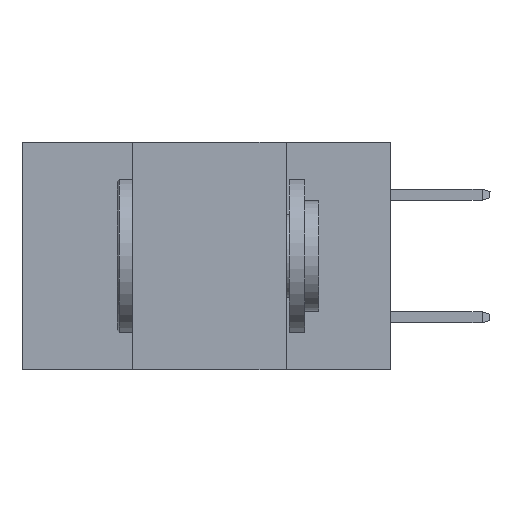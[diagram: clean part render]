
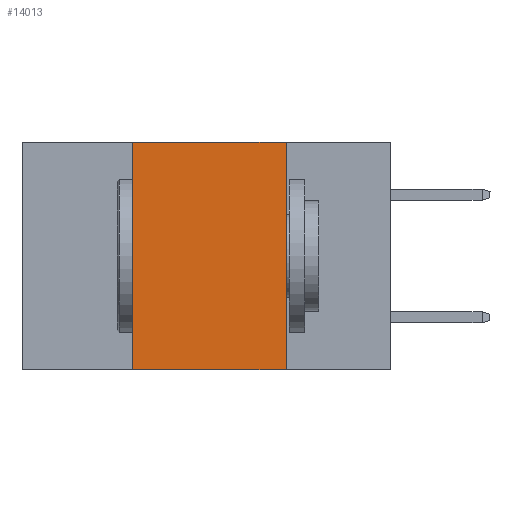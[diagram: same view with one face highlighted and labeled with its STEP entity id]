
A CAD part, left-side view. The second image highlights one B-rep face of the part: STEP entity #14013.
In plain terms, the highlighted planar face has unit normal (-1, 0, 0).
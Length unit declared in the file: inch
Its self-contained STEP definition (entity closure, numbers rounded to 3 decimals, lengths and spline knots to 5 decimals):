
#139 = CARTESIAN_POINT ( 'NONE',  ( 0., 0.42, 0. ) ) ;
#343 = CARTESIAN_POINT ( 'NONE',  ( 0., 0.42, -0.37 ) ) ;
#937 = VECTOR ( 'NONE', #11110, 39.37008 ) ;
#1644 = ORIENTED_EDGE ( 'NONE', *, *, #10580, .F. ) ;
#2361 = EDGE_LOOP ( 'NONE', ( #19735, #1644, #12931, #17360 ) ) ;
#2765 = VECTOR ( 'NONE', #7026, 39.37008 ) ;
#3041 = DIRECTION ( 'NONE',  ( 0., 0., -1. ) ) ;
#4075 = CARTESIAN_POINT ( 'NONE',  ( 0., 0.6, 0. ) ) ;
#5215 = CARTESIAN_POINT ( 'NONE',  ( 0., 0.17, -0.37 ) ) ;
#6013 = AXIS2_PLACEMENT_3D ( 'NONE', #7625, #20121, #3041 ) ;
#7026 = DIRECTION ( 'NONE',  ( 0., -1., 0. ) ) ;
#7320 = VECTOR ( 'NONE', #17837, 39.37008 ) ;
#7625 = CARTESIAN_POINT ( 'NONE',  ( 0., 0.6, 0. ) ) ;
#9942 = FACE_OUTER_BOUND ( 'NONE', #2361, .T. ) ;
#10162 = LINE ( 'NONE', #15706, #937 ) ;
#10580 = EDGE_CURVE ( 'NONE', #19684, #13234, #15629, .T. ) ;
#10714 = EDGE_CURVE ( 'NONE', #14232, #12558, #10970, .T. ) ;
#10970 = LINE ( 'NONE', #14932, #2765 ) ;
#11110 = DIRECTION ( 'NONE',  ( 0., 0., -1. ) ) ;
#11191 = LINE ( 'NONE', #16327, #7320 ) ;
#12391 = EDGE_CURVE ( 'NONE', #14232, #19684, #11191, .T. ) ;
#12558 = VERTEX_POINT ( 'NONE', #5215 ) ;
#12931 = ORIENTED_EDGE ( 'NONE', *, *, #12391, .F. ) ;
#13234 = VERTEX_POINT ( 'NONE', #17457 ) ;
#14013 = ADVANCED_FACE ( 'NONE', ( #9942 ), #15403, .F. ) ;
#14232 = VERTEX_POINT ( 'NONE', #343 ) ;
#14932 = CARTESIAN_POINT ( 'NONE',  ( 0., 0.6, -0.37 ) ) ;
#15118 = EDGE_CURVE ( 'NONE', #13234, #12558, #10162, .T. ) ;
#15403 = PLANE ( 'NONE',  #6013 ) ;
#15629 = LINE ( 'NONE', #4075, #18581 ) ;
#15706 = CARTESIAN_POINT ( 'NONE',  ( 0., 0.17, 0. ) ) ;
#16327 = CARTESIAN_POINT ( 'NONE',  ( 0., 0.42, 0. ) ) ;
#17360 = ORIENTED_EDGE ( 'NONE', *, *, #10714, .T. ) ;
#17457 = CARTESIAN_POINT ( 'NONE',  ( 0., 0.17, 0. ) ) ;
#17837 = DIRECTION ( 'NONE',  ( 0., 0., 1. ) ) ;
#18581 = VECTOR ( 'NONE', #19680, 39.37008 ) ;
#19680 = DIRECTION ( 'NONE',  ( 0., -1., 0. ) ) ;
#19684 = VERTEX_POINT ( 'NONE', #139 ) ;
#19735 = ORIENTED_EDGE ( 'NONE', *, *, #15118, .F. ) ;
#20121 = DIRECTION ( 'NONE',  ( 1., 0., 0. ) ) ;
